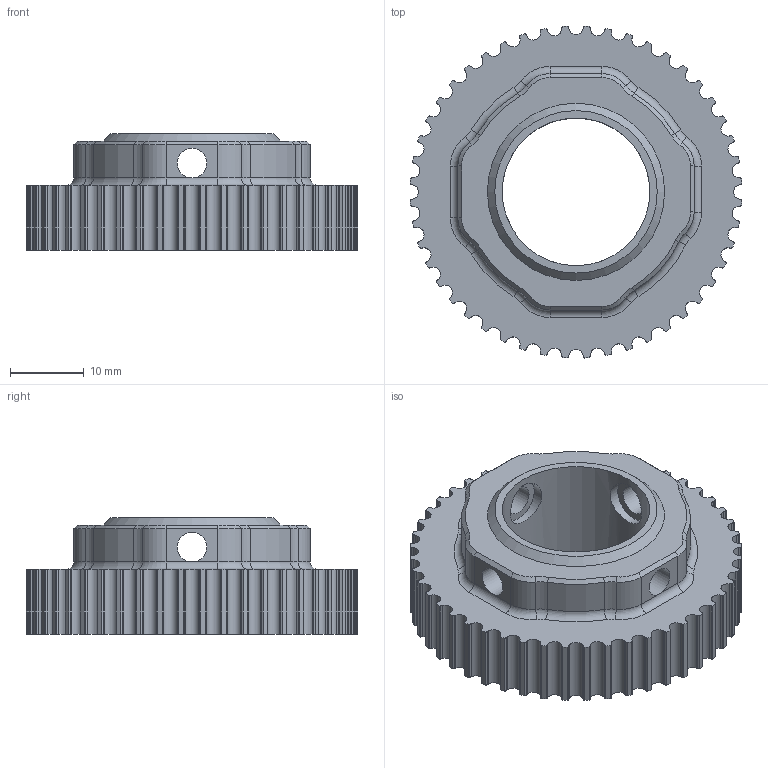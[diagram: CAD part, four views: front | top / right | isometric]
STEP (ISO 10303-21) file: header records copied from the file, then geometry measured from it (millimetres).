
FILE_DESCRIPTION(/* description */ (''),/* implementation_level */ '2;1');
FILE_NAME(/* name */ 'Component3.step',/* time_stamp */ '2019-09-15T11:07:03-07:00',/* author */ (''),/* organization */ (''),/* preprocessor_version */ 'ST-DEVELOPER v18',/* originating_system */ 'Autodesk Translation Framework v8.6.0.1094',/* authorisation */ '');
FILE_SCHEMA (('AUTOMOTIVE_DESIGN { 1 0 10303 214 3 1 1 }'));
Length unit declared in the file: millimetre
Products named in the file (1): FusionComponent
Bounding box: 44.94 x 44.94 x 15.8 mm (x, y, z)
Volume: 13057.7 mm3; surface area: 5933.1 mm2
Topology: 1 solids, 1 shells, 378 faces, 1080 edges, 705 vertices
Faces by surface type: cylinder 321, cone 21, torus 20, plane 16
Full cylindrical faces by diameter (mm): 4 x4, 6 x4, 20 x1
Entity records: 12880 total; most frequent: DIRECTION 2533, CARTESIAN_POINT 2301, ORIENTED_EDGE 2160, AXIS2_PLACEMENT_3D 1083, EDGE_CURVE 1080, VERTEX_POINT 705, CIRCLE 704, EDGE_LOOP 389
